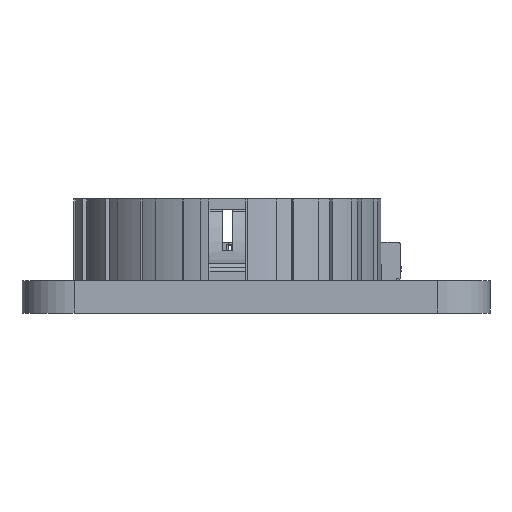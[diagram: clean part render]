
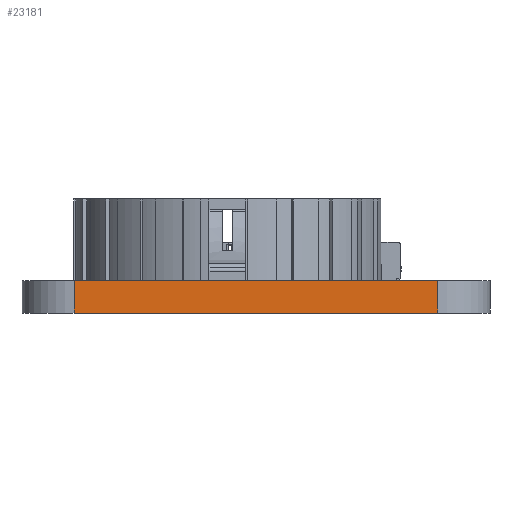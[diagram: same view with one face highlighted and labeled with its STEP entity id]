
A CAD part, left-side view. The second image highlights one B-rep face of the part: STEP entity #23181.
In plain terms, the highlighted planar face has unit normal (-1, 0, 0).
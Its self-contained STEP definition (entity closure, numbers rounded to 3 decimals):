
#369=PLANE('',#24626);
#1276=FACE_OUTER_BOUND('',#2466,.T.);
#2466=EDGE_LOOP('',(#15535,#15536,#15537,#15538));
#3887=LINE('',#33241,#6496);
#3888=LINE('',#33243,#6497);
#3889=LINE('',#33245,#6498);
#3890=LINE('',#33246,#6499);
#6496=VECTOR('',#26853,10.);
#6497=VECTOR('',#26854,10.);
#6498=VECTOR('',#26855,10.);
#6499=VECTOR('',#26856,10.);
#9860=VERTEX_POINT('',#33239);
#9861=VERTEX_POINT('',#33240);
#9862=VERTEX_POINT('',#33242);
#9863=VERTEX_POINT('',#33244);
#12128=EDGE_CURVE('',#9860,#9861,#3887,.T.);
#12129=EDGE_CURVE('',#9860,#9862,#3888,.T.);
#12130=EDGE_CURVE('',#9863,#9862,#3889,.T.);
#12131=EDGE_CURVE('',#9861,#9863,#3890,.T.);
#15535=ORIENTED_EDGE('',*,*,#12128,.F.);
#15536=ORIENTED_EDGE('',*,*,#12129,.T.);
#15537=ORIENTED_EDGE('',*,*,#12130,.F.);
#15538=ORIENTED_EDGE('',*,*,#12131,.F.);
#23181=ADVANCED_FACE('',(#1276),#369,.T.);
#24626=AXIS2_PLACEMENT_3D('',#33238,#26851,#26852);
#26851=DIRECTION('center_axis',(-1.,0.,0.));
#26852=DIRECTION('ref_axis',(0.,-1.,0.));
#26853=DIRECTION('',(0.,1.,0.));
#26854=DIRECTION('',(0.,0.,1.));
#26855=DIRECTION('',(0.,-1.,0.));
#26856=DIRECTION('',(0.,0.,1.));
#33238=CARTESIAN_POINT('Origin',(0.,20.32,0.));
#33239=CARTESIAN_POINT('',(0.,2.54,0.));
#33240=CARTESIAN_POINT('',(0.,20.32,0.));
#33241=CARTESIAN_POINT('',(0.,2.54,0.));
#33242=CARTESIAN_POINT('',(0.,2.54,1.57));
#33243=CARTESIAN_POINT('',(0.,2.54,0.));
#33244=CARTESIAN_POINT('',(0.,20.32,1.57));
#33245=CARTESIAN_POINT('',(0.,2.54,1.57));
#33246=CARTESIAN_POINT('',(0.,20.32,0.));
